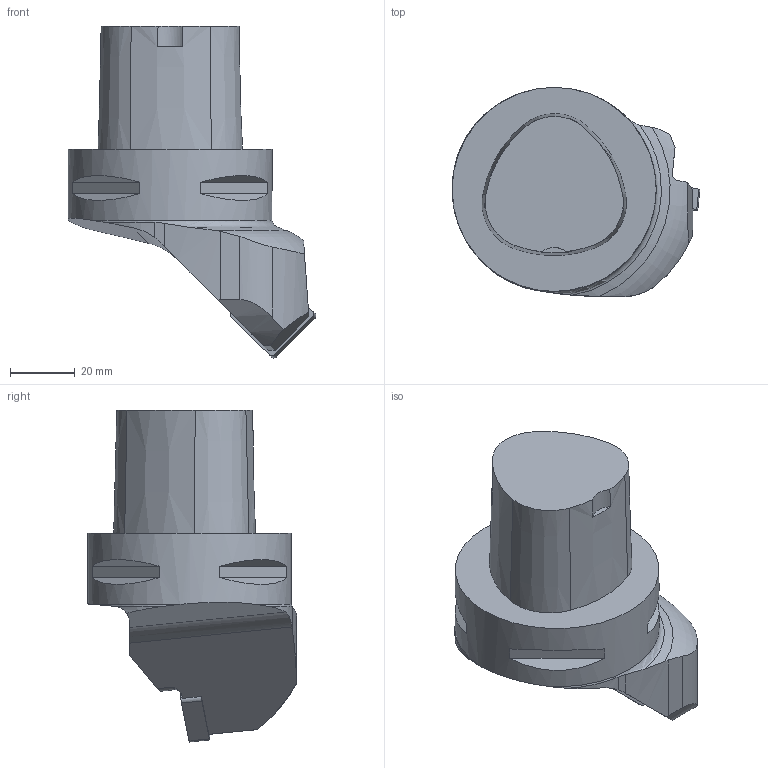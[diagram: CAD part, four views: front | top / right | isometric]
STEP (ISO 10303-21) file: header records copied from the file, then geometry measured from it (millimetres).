
FILE_DESCRIPTION(/* description */ (''),/* implementation_level */ '2;1');
FILE_NAME(/* name */ '1543394000296.stp',/* time_stamp */ '2018-11-28T14:03:28+06:00',/* author */ (''),/* organization */ ('SMS'),/* preprocessor_version */ 'ST-DEVELOPER v15',/* originating_system */ 'SIEMENS PLM Software NX 8.5',/* authorisation */ '');
FILE_SCHEMA (('AUTOMOTIVE_DESIGN { 1 0 10303 214 3 1 1 1 }'));
Length unit declared in the file: millimetre
Products named in the file (4): ASSEMBLY_CONSTRUCTION; IsoTurningInsert; 201771299mod000_01; 201771298mod000_01
Assembly tree (3 placements, depth 2):
  201771298mod000_01
    201771299mod000_01
    IsoTurningInsert
    ASSEMBLY_CONSTRUCTION
Bounding box: 76.48 x 64.54 x 102.5 mm (x, y, z)
Volume: 170939.3 mm3; surface area: 22271.7 mm2
Topology: 2 solids, 2 shells, 86 faces, 221 edges, 157 vertices
Faces by surface type: plane 44, cylinder 27, torus 8, cone 7
Full cylindrical faces by diameter (mm): 7.925 x2, 63 x1
Entity records: 2931 total; most frequent: CARTESIAN_POINT 639, DIRECTION 463, ORIENTED_EDGE 430, EDGE_CURVE 215, AXIS2_PLACEMENT_3D 181, VERTEX_POINT 142, LINE 101, VECTOR 101
